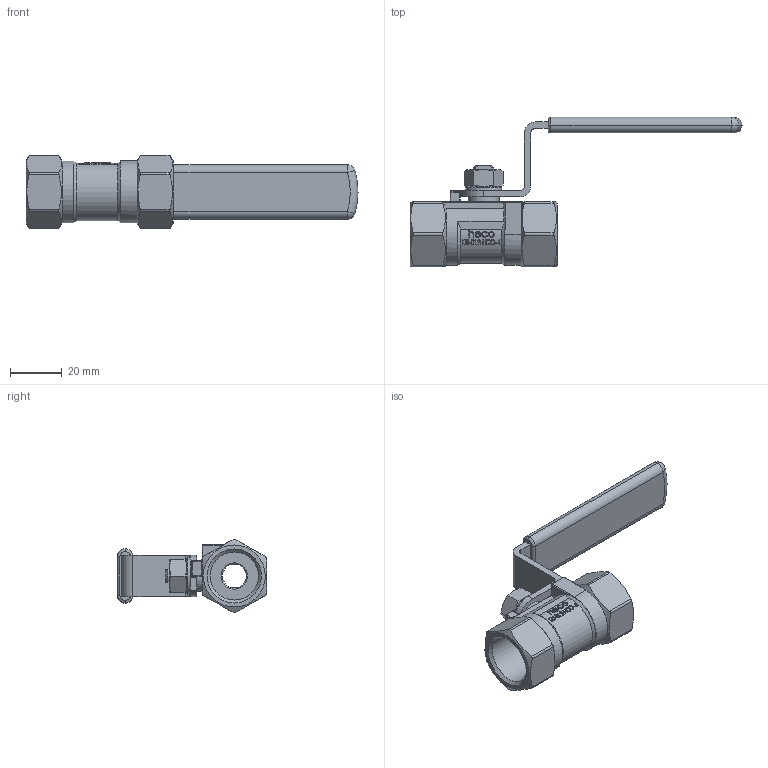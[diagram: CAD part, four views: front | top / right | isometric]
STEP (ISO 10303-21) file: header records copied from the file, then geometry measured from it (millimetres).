
FILE_DESCRIPTION (( 'STEP AP214' ), '1' );
FILE_NAME ('KU-012-ECO-4 Kugelhahn heco step214.STEP', '2013-06-14T07:02:32', ( 'test' ), ( '' ), 'SwSTEP 2.0', 'SolidWorks 2011', '' );
FILE_SCHEMA (( 'AUTOMOTIVE_DESIGN' ));
Length unit declared in the file: millimetre
Products named in the file (1): KU-012-ECO-4 Kugelhahn heco step214
Bounding box: 128.5 x 57.75 x 28.56 mm (x, y, z)
Volume: 30528.2 mm3; surface area: 14716.3 mm2
Topology: 2 solids, 2 shells, 535 faces, 1395 edges, 893 vertices
Faces by surface type: plane 223, bspline 154, cylinder 98, cone 27, torus 20, sphere 13
Full cylindrical faces by diameter (mm): 9.2 x1, 12 x1, 14 x1, 18.64 x2
Entity records: 30054 total; most frequent: CARTESIAN_POINT 12322, ORIENTED_EDGE 2732, DIRECTION 1911, EDGE_CURVE 1366, VERTEX_POINT 888, VECTOR 669, LINE 669, AXIS2_PLACEMENT_3D 621
